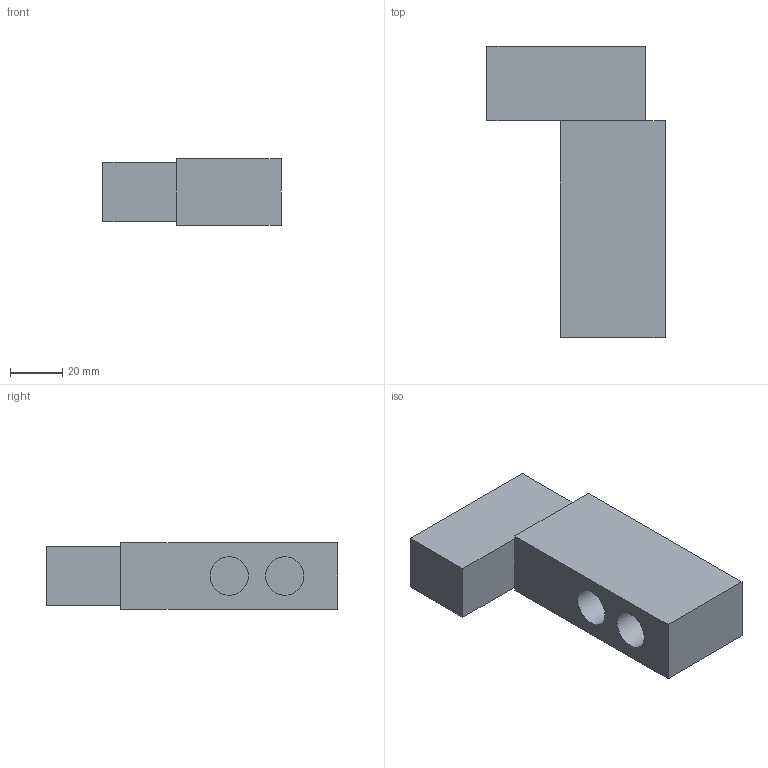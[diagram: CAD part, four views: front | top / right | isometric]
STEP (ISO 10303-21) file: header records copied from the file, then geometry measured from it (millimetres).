
FILE_DESCRIPTION(/* description */ (''),/* implementation_level */ '2;1');
FILE_NAME(/* name */ 'ThreeWay_0.375_Mirrored.step',/* time_stamp */ '2021-05-01T16:07:12+06:00',/* author */ (''),/* organization */ (''),/* preprocessor_version */ 'ST-DEVELOPER v18.1',/* originating_system */ 'Autodesk Translation Framework v9.7.1.1290',/* authorisation */ '');
FILE_SCHEMA (('AUTOMOTIVE_DESIGN { 1 0 10303 214 3 1 1 }'));
Length unit declared in the file: inch
Products named in the file (1): ThreeWay3/8(Mirror) (1)
Bounding box: 68.33 x 111.76 x 25.4 mm (x, y, z)
Volume: 118121 mm3; surface area: 20783.9 mm2
Topology: 1 solids, 1 shells, 18 faces, 37 edges, 24 vertices
Faces by surface type: plane 15, cylinder 3
Full cylindrical faces by diameter (mm): 14.732 x3
Entity records: 513 total; most frequent: DIRECTION 81, CARTESIAN_POINT 80, ORIENTED_EDGE 74, EDGE_CURVE 37, LINE 31, VECTOR 31, AXIS2_PLACEMENT_3D 25, VERTEX_POINT 24
